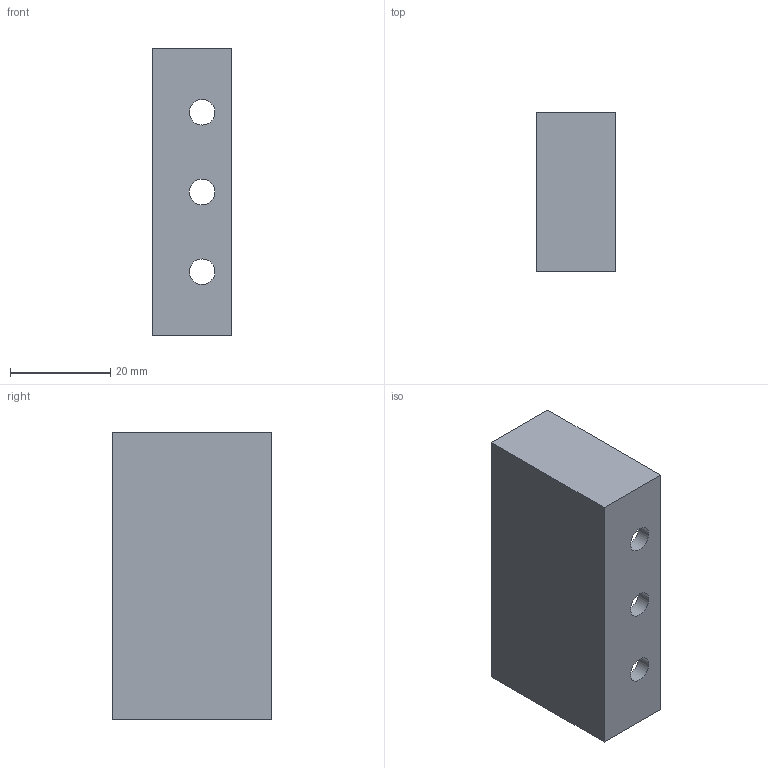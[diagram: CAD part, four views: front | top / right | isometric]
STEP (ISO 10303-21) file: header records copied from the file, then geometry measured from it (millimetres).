
FILE_DESCRIPTION(/* description */ (''),/* implementation_level */ '2;1');
FILE_NAME(/* name */ 'Cross-Brace Alignment Template B.step',/* time_stamp */ '2023-09-19T19:24:47-04:00',/* author */ (''),/* organization */ (''),/* preprocessor_version */ 'ST-DEVELOPER v20',/* originating_system */ 'Autodesk Translation Framework v12.9.0.99',/* authorisation */ '');
FILE_SCHEMA (('AUTOMOTIVE_DESIGN { 1 0 10303 214 3 1 1 }'));
Length unit declared in the file: inch
Products named in the file (1): Cross-Brace Alignment Template B
Bounding box: 15.88 x 31.75 x 57.15 mm (x, y, z)
Volume: 11564.6 mm3; surface area: 8448.3 mm2
Topology: 1 solids, 1 shells, 17 faces, 42 edges, 28 vertices
Faces by surface type: plane 11, cylinder 6
Full cylindrical faces by diameter (mm): 5.105 x6
Entity records: 567 total; most frequent: DIRECTION 90, CARTESIAN_POINT 88, ORIENTED_EDGE 84, EDGE_CURVE 42, EDGE_LOOP 30, LINE 30, VECTOR 30, AXIS2_PLACEMENT_3D 30
